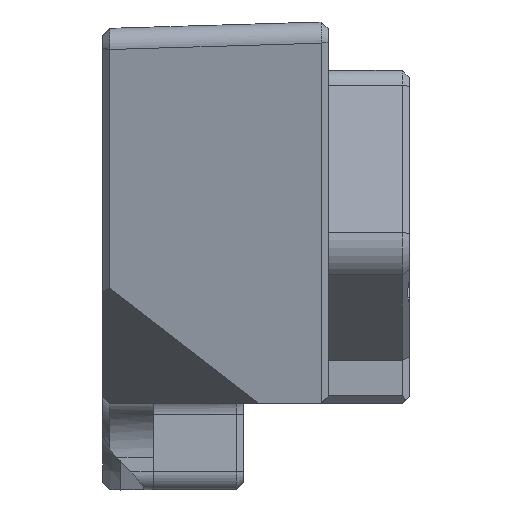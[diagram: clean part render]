
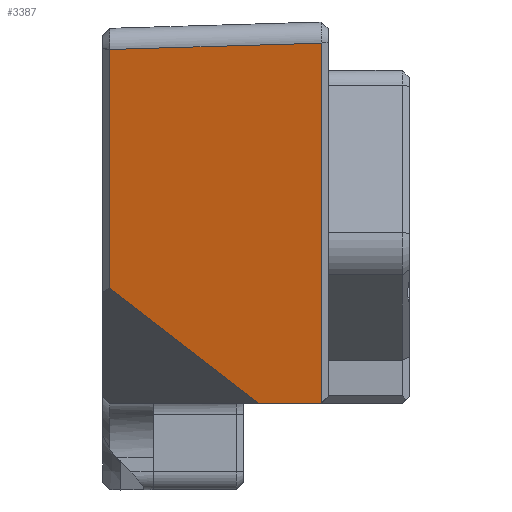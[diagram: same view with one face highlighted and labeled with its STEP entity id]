
A CAD part, left-side view. The second image highlights one B-rep face of the part: STEP entity #3387.
In plain terms, the highlighted face is planar.
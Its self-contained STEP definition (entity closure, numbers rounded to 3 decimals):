
#80 = ORIENTED_EDGE ( 'NONE', *, *, #1244, .F. ) ;
#199 = DIRECTION ( 'NONE',  ( 0.044, 0., 0.999 ) ) ;
#462 = VERTEX_POINT ( 'NONE', #3513 ) ;
#529 = VECTOR ( 'NONE', #5568, 1000. ) ;
#861 = ORIENTED_EDGE ( 'NONE', *, *, #6128, .F. ) ;
#871 = ORIENTED_EDGE ( 'NONE', *, *, #1603, .T. ) ;
#959 = VERTEX_POINT ( 'NONE', #4331 ) ;
#1002 = EDGE_CURVE ( 'NONE', #2060, #3245, #5589, .T. ) ;
#1244 = EDGE_CURVE ( 'NONE', #462, #6539, #6953, .T. ) ;
#1320 = CARTESIAN_POINT ( 'NONE',  ( 32.587, -11.856, 12.116 ) ) ;
#1422 = ORIENTED_EDGE ( 'NONE', *, *, #1828, .T. ) ;
#1469 = EDGE_CURVE ( 'NONE', #959, #6539, #1586, .T. ) ;
#1578 = LINE ( 'NONE', #7166, #529 ) ;
#1586 = LINE ( 'NONE', #3877, #5185 ) ;
#1603 = EDGE_CURVE ( 'NONE', #6604, #959, #1578, .T. ) ;
#1828 = EDGE_CURVE ( 'NONE', #2060, #7417, #2779, .T. ) ;
#1991 = CARTESIAN_POINT ( 'NONE',  ( 28.678, 8.095, 3.246 ) ) ;
#2060 = VERTEX_POINT ( 'NONE', #4306 ) ;
#2083 = DIRECTION ( 'NONE',  ( 0.984, 0.174, -0.043 ) ) ;
#2440 = EDGE_CURVE ( 'NONE', #7417, #6604, #7130, .T. ) ;
#2513 = CARTESIAN_POINT ( 'NONE',  ( 32.011, -11.491, 0.4 ) ) ;
#2779 = LINE ( 'NONE', #5086, #6524 ) ;
#2796 = VECTOR ( 'NONE', #199, 1000. ) ;
#3245 = VERTEX_POINT ( 'NONE', #2513 ) ;
#3387 = ADVANCED_FACE ( 'NONE', ( #7292 ), #4370, .T. ) ;
#3513 = CARTESIAN_POINT ( 'NONE',  ( 32.013, -11.506, 0.4 ) ) ;
#3703 = AXIS2_PLACEMENT_3D ( 'NONE', #7255, #2083, #5415 ) ;
#3767 = ORIENTED_EDGE ( 'NONE', *, *, #1469, .T. ) ;
#3877 = CARTESIAN_POINT ( 'NONE',  ( 33.439, -16.688, 12.116 ) ) ;
#4140 = CARTESIAN_POINT ( 'NONE',  ( 32.013, -11.506, 0.4 ) ) ;
#4306 = CARTESIAN_POINT ( 'NONE',  ( 29.681, 1.707, 0.4 ) ) ;
#4331 = CARTESIAN_POINT ( 'NONE',  ( 29.068, 8.079, 12.116 ) ) ;
#4370 = PLANE ( 'NONE',  #3703 ) ;
#4405 = CARTESIAN_POINT ( 'NONE',  ( 31.038, -5.981, 0.4 ) ) ;
#4471 = VECTOR ( 'NONE', #4545, 1000. ) ;
#4545 = DIRECTION ( 'NONE',  ( 0.049, -0.03, 0.998 ) ) ;
#4695 = CARTESIAN_POINT ( 'NONE',  ( 32.011, -11.491, 0.4 ) ) ;
#4772 = CARTESIAN_POINT ( 'NONE',  ( 32.011, -11.496, 0.4 ) ) ;
#5054 = EDGE_LOOP ( 'NONE', ( #6423, #871, #3767, #80, #861, #6431, #1422 ) ) ;
#5086 = CARTESIAN_POINT ( 'NONE',  ( 29.952, -0.546, -2.514 ) ) ;
#5185 = VECTOR ( 'NONE', #6149, 1000. ) ;
#5415 = DIRECTION ( 'NONE',  ( 0.174, -0.985, 0. ) ) ;
#5427 = CARTESIAN_POINT ( 'NONE',  ( 29.065, 8.095, 12.1 ) ) ;
#5568 = DIRECTION ( 'NONE',  ( 0.154, -0.699, 0.699 ) ) ;
#5589 = LINE ( 'NONE', #4405, #6861 ) ;
#6128 = EDGE_CURVE ( 'NONE', #3245, #462, #7080, .T. ) ;
#6149 = DIRECTION ( 'NONE',  ( 0.174, -0.985, 0. ) ) ;
#6196 = DIRECTION ( 'NONE',  ( 0.174, -0.985, 0. ) ) ;
#6254 = DIRECTION ( 'NONE',  ( -0.073, 0.61, 0.789 ) ) ;
#6306 = CARTESIAN_POINT ( 'NONE',  ( 28.915, 8.095, 8.662 ) ) ;
#6423 = ORIENTED_EDGE ( 'NONE', *, *, #2440, .T. ) ;
#6431 = ORIENTED_EDGE ( 'NONE', *, *, #1002, .F. ) ;
#6524 = VECTOR ( 'NONE', #6254, 1000. ) ;
#6539 = VERTEX_POINT ( 'NONE', #1320 ) ;
#6604 = VERTEX_POINT ( 'NONE', #5427 ) ;
#6861 = VECTOR ( 'NONE', #6196, 1000. ) ;
#6953 = LINE ( 'NONE', #7399, #4471 ) ;
#6985 = CARTESIAN_POINT ( 'NONE',  ( 32.012, -11.501, 0.4 ) ) ;
#7080 = B_SPLINE_CURVE_WITH_KNOTS ( 'NONE', 3,
 ( #4695, #4772, #6985, #4140 ),
 .UNSPECIFIED., .F., .F.,
 ( 4, 4 ),
 ( -0.722, -0.707 ),
 .UNSPECIFIED. ) ;
#7130 = LINE ( 'NONE', #1991, #2796 ) ;
#7166 = CARTESIAN_POINT ( 'NONE',  ( 30.819, 0.126, 20.07 ) ) ;
#7255 = CARTESIAN_POINT ( 'NONE',  ( 33.041, -16.758, 2.697 ) ) ;
#7292 = FACE_OUTER_BOUND ( 'NONE', #5054, .T. ) ;
#7399 = CARTESIAN_POINT ( 'NONE',  ( 32.048, -11.527, 1.12 ) ) ;
#7417 = VERTEX_POINT ( 'NONE', #6306 ) ;
